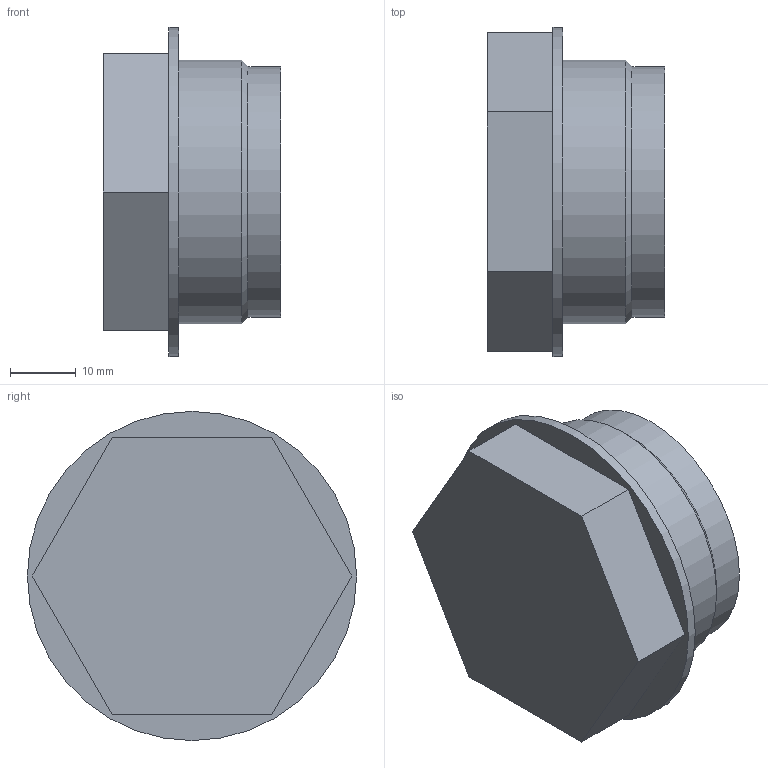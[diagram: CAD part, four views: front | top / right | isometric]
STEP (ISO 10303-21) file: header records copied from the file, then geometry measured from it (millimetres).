
FILE_DESCRIPTION( ( 'STEP AP214' ), '1' );
FILE_NAME( 'K0445.2514015.stp', '2020-12-08T08:56:10', ( '' ), ( '' ), ' ', 'PARTsolutions', ' ' );
FILE_SCHEMA( ( 'AUTOMOTIVE_DESIGN { 1 0 10303 214 1 1 1 1 }' ) );
Length unit declared in the file: millimetre
Products named in the file (1): _K0445.2514015
Bounding box: 27.01 x 50 x 50 mm (x, y, z)
Volume: 19815.3 mm3; surface area: 10818.1 mm2
Topology: 1 solids, 1 shells, 43 faces, 128 edges, 81 vertices
Faces by surface type: plane 26, cylinder 16, cone 1
Full cylindrical faces by diameter (mm): 32 x1, 38 x1, 40 x1, 50 x1
Entity records: 1788 total; most frequent: DIRECTION 254, CARTESIAN_POINT 246, ORIENTED_EDGE 244, EDGE_CURVE 122, AXIS2_PLACEMENT_3D 88, VERTEX_POINT 80, LINE 78, VECTOR 78
